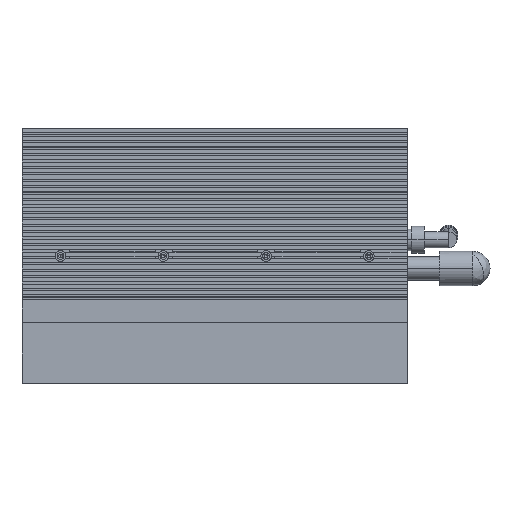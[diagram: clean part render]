
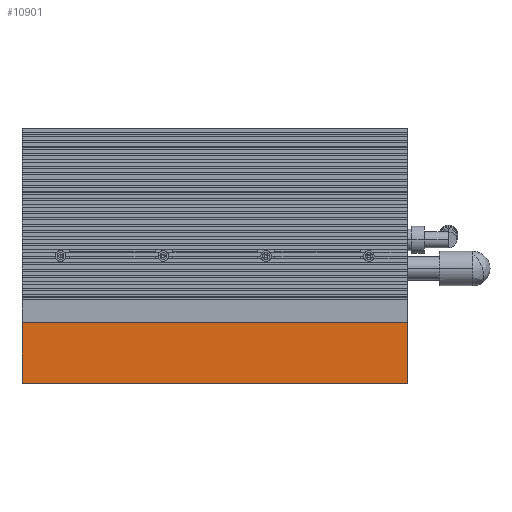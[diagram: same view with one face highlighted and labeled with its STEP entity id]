
A CAD part, left-side view. The second image highlights one B-rep face of the part: STEP entity #10901.
In plain terms, the highlighted planar face has unit normal (-1, 0, 0).
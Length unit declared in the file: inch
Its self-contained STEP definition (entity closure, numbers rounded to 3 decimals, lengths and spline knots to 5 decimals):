
#1469 = VERTEX_POINT ( 'NONE', #19086 ) ;
#3332 = VECTOR ( 'NONE', #9614, 39.37008 ) ;
#7050 = VECTOR ( 'NONE', #28110, 39.37008 ) ;
#9614 = DIRECTION ( 'NONE',  ( 0., -1., 0. ) ) ;
#10395 = EDGE_CURVE ( 'NONE', #19119, #1469, #31204, .T. ) ;
#10901 = ADVANCED_FACE ( 'NONE', ( #25619 ), #32679, .T. ) ;
#10991 = DIRECTION ( 'NONE',  ( 0., 0., -1. ) ) ;
#12184 = DIRECTION ( 'NONE',  ( 0., 0., 1. ) ) ;
#12998 = CARTESIAN_POINT ( 'NONE',  ( 146.9331, 6.03299, 6.65545 ) ) ;
#13148 = EDGE_CURVE ( 'NONE', #40226, #37952, #18751, .T. ) ;
#15693 = DIRECTION ( 'NONE',  ( 0., 0., 1. ) ) ;
#15923 = CARTESIAN_POINT ( 'NONE',  ( 146.9331, 10.55302, 6.65545 ) ) ;
#17549 = LINE ( 'NONE', #45631, #7050 ) ;
#18294 = CARTESIAN_POINT ( 'NONE',  ( 146.9331, 10.55302, 5.15545 ) ) ;
#18751 = LINE ( 'NONE', #42732, #36431 ) ;
#19086 = CARTESIAN_POINT ( 'NONE',  ( 146.9331, 1.55299, 6.65545 ) ) ;
#19119 = VERTEX_POINT ( 'NONE', #31732 ) ;
#20668 = VECTOR ( 'NONE', #12184, 39.37008 ) ;
#22138 = LINE ( 'NONE', #12998, #3332 ) ;
#25617 = AXIS2_PLACEMENT_3D ( 'NONE', #43113, #36850, #15693 ) ;
#25619 = FACE_OUTER_BOUND ( 'NONE', #33344, .T. ) ;
#28110 = DIRECTION ( 'NONE',  ( 0., 1., 0. ) ) ;
#29926 = ORIENTED_EDGE ( 'NONE', *, *, #44084, .F. ) ;
#30037 = EDGE_CURVE ( 'NONE', #40226, #1469, #22138, .T. ) ;
#31204 = LINE ( 'NONE', #43780, #20668 ) ;
#31732 = CARTESIAN_POINT ( 'NONE',  ( 146.9331, 1.55299, 5.15545 ) ) ;
#32679 = PLANE ( 'NONE',  #25617 ) ;
#33344 = EDGE_LOOP ( 'NONE', ( #36834, #29926, #38658, #45053 ) ) ;
#36431 = VECTOR ( 'NONE', #10991, 39.37008 ) ;
#36834 = ORIENTED_EDGE ( 'NONE', *, *, #13148, .T. ) ;
#36850 = DIRECTION ( 'NONE',  ( -1., 0., 0. ) ) ;
#37952 = VERTEX_POINT ( 'NONE', #18294 ) ;
#38658 = ORIENTED_EDGE ( 'NONE', *, *, #10395, .T. ) ;
#40226 = VERTEX_POINT ( 'NONE', #15923 ) ;
#42732 = CARTESIAN_POINT ( 'NONE',  ( 146.9331, 10.55302, 5.90545 ) ) ;
#43113 = CARTESIAN_POINT ( 'NONE',  ( 146.9331, 6.03299, 5.15545 ) ) ;
#43780 = CARTESIAN_POINT ( 'NONE',  ( 146.9331, 1.55299, 5.90545 ) ) ;
#44084 = EDGE_CURVE ( 'NONE', #19119, #37952, #17549, .T. ) ;
#45053 = ORIENTED_EDGE ( 'NONE', *, *, #30037, .F. ) ;
#45631 = CARTESIAN_POINT ( 'NONE',  ( 146.9331, 6.03299, 5.15545 ) ) ;
